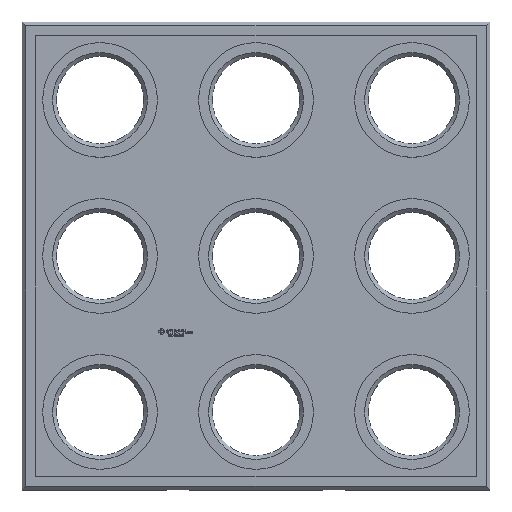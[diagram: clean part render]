
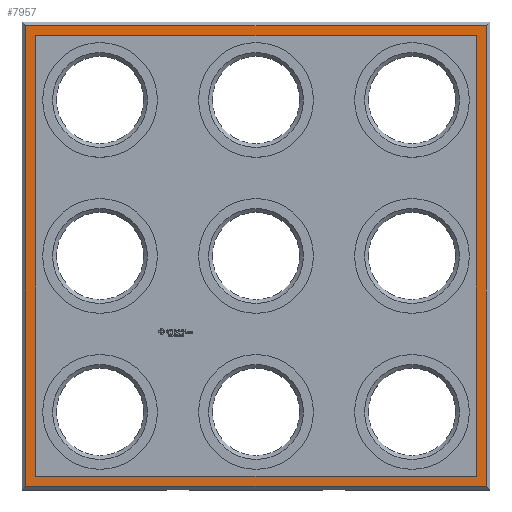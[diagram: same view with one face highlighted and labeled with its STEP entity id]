
A CAD part, top view. The second image highlights one B-rep face of the part: STEP entity #7957.
In plain terms, the highlighted planar face has unit normal (0, 0, 1).
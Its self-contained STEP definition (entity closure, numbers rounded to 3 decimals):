
#100 = PLANE('',#101);
#101 = AXIS2_PLACEMENT_3D('',#102,#103,#104);
#102 = CARTESIAN_POINT('',(-6.25,31.1,2.975));
#103 = DIRECTION('',(0.,0.707,0.707)
  );
#104 = DIRECTION('',(-1.,0.,0.));
#1671 = PLANE('',#1672);
#1672 = AXIS2_PLACEMENT_3D('',#1673,#1674,#1675);
#1673 = CARTESIAN_POINT('',(31.1,31.25,2.975));
#1674 = DIRECTION('',(0.707,0.,0.707)
  );
#1675 = DIRECTION('',(0.,1.,0.));
#1937 = VERTEX_POINT('',#1938);
#1938 = CARTESIAN_POINT('',(-5.95,30.95,3.125));
#1952 = PLANE('',#1953);
#1953 = AXIS2_PLACEMENT_3D('',#1954,#1955,#1956);
#1954 = CARTESIAN_POINT('',(-6.1,-6.25,2.975));
#1955 = DIRECTION('',(-0.707,0.,0.707
    ));
#1956 = DIRECTION('',(0.,-1.,0.));
#1966 = VERTEX_POINT('',#1967);
#1967 = CARTESIAN_POINT('',(30.95,30.95,3.125));
#1988 = EDGE_CURVE('',#1937,#1966,#1989,.T.);
#1989 = SURFACE_CURVE('',#1990,(#1994,#2001),.PCURVE_S1.);
#1990 = LINE('',#1991,#1992);
#1991 = CARTESIAN_POINT('',(-6.25,30.95,3.125));
#1992 = VECTOR('',#1993,1.);
#1993 = DIRECTION('',(1.,0.,0.));
#1994 = PCURVE('',#100,#1995);
#1995 = DEFINITIONAL_REPRESENTATION('',(#1996),#2000);
#1996 = LINE('',#1997,#1998);
#1997 = CARTESIAN_POINT('',(0.,0.212));
#1998 = VECTOR('',#1999,1.);
#1999 = DIRECTION('',(-1.,0.));
#2000 = ( GEOMETRIC_REPRESENTATION_CONTEXT(2) 
PARAMETRIC_REPRESENTATION_CONTEXT() REPRESENTATION_CONTEXT('2D SPACE',''
  ) );
#2001 = PCURVE('',#2002,#2007);
#2002 = PLANE('',#2003);
#2003 = AXIS2_PLACEMENT_3D('',#2004,#2005,#2006);
#2004 = CARTESIAN_POINT('',(12.5,12.5,3.125));
#2005 = DIRECTION('',(0.,0.,1.));
#2006 = DIRECTION('',(1.,0.,0.));
#2007 = DEFINITIONAL_REPRESENTATION('',(#2008),#2012);
#2008 = LINE('',#2009,#2010);
#2009 = CARTESIAN_POINT('',(-18.75,18.45));
#2010 = VECTOR('',#2011,1.);
#2011 = DIRECTION('',(1.,0.));
#2012 = ( GEOMETRIC_REPRESENTATION_CONTEXT(2) 
PARAMETRIC_REPRESENTATION_CONTEXT() REPRESENTATION_CONTEXT('2D SPACE',''
  ) );
#7655 = PLANE('',#7656);
#7656 = AXIS2_PLACEMENT_3D('',#7657,#7658,#7659);
#7657 = CARTESIAN_POINT('',(31.25,-6.1,2.975));
#7658 = DIRECTION('',(0.,-0.707,0.707
    ));
#7659 = DIRECTION('',(-1.,0.,0.));
#7866 = VERTEX_POINT('',#7867);
#7867 = CARTESIAN_POINT('',(30.95,-5.95,3.125));
#7888 = EDGE_CURVE('',#1966,#7866,#7889,.T.);
#7889 = SURFACE_CURVE('',#7890,(#7894,#7901),.PCURVE_S1.);
#7890 = LINE('',#7891,#7892);
#7891 = CARTESIAN_POINT('',(30.95,31.25,3.125));
#7892 = VECTOR('',#7893,1.);
#7893 = DIRECTION('',(0.,-1.,0.));
#7894 = PCURVE('',#1671,#7895);
#7895 = DEFINITIONAL_REPRESENTATION('',(#7896),#7900);
#7896 = LINE('',#7897,#7898);
#7897 = CARTESIAN_POINT('',(0.,0.212));
#7898 = VECTOR('',#7899,1.);
#7899 = DIRECTION('',(-1.,0.));
#7900 = ( GEOMETRIC_REPRESENTATION_CONTEXT(2) 
PARAMETRIC_REPRESENTATION_CONTEXT() REPRESENTATION_CONTEXT('2D SPACE',''
  ) );
#7901 = PCURVE('',#2002,#7902);
#7902 = DEFINITIONAL_REPRESENTATION('',(#7903),#7907);
#7903 = LINE('',#7904,#7905);
#7904 = CARTESIAN_POINT('',(18.45,18.75));
#7905 = VECTOR('',#7906,1.);
#7906 = DIRECTION('',(0.,-1.));
#7907 = ( GEOMETRIC_REPRESENTATION_CONTEXT(2) 
PARAMETRIC_REPRESENTATION_CONTEXT() REPRESENTATION_CONTEXT('2D SPACE',''
  ) );
#7913 = VERTEX_POINT('',#7914);
#7914 = CARTESIAN_POINT('',(-5.95,-5.95,3.125));
#7937 = EDGE_CURVE('',#7913,#1937,#7938,.T.);
#7938 = SURFACE_CURVE('',#7939,(#7943,#7950),.PCURVE_S1.);
#7939 = LINE('',#7940,#7941);
#7940 = CARTESIAN_POINT('',(-5.95,-6.25,3.125));
#7941 = VECTOR('',#7942,1.);
#7942 = DIRECTION('',(0.,1.,0.));
#7943 = PCURVE('',#1952,#7944);
#7944 = DEFINITIONAL_REPRESENTATION('',(#7945),#7949);
#7945 = LINE('',#7946,#7947);
#7946 = CARTESIAN_POINT('',(0.,0.212));
#7947 = VECTOR('',#7948,1.);
#7948 = DIRECTION('',(-1.,0.));
#7949 = ( GEOMETRIC_REPRESENTATION_CONTEXT(2) 
PARAMETRIC_REPRESENTATION_CONTEXT() REPRESENTATION_CONTEXT('2D SPACE',''
  ) );
#7950 = PCURVE('',#2002,#7951);
#7951 = DEFINITIONAL_REPRESENTATION('',(#7952),#7956);
#7952 = LINE('',#7953,#7954);
#7953 = CARTESIAN_POINT('',(-18.45,-18.75));
#7954 = VECTOR('',#7955,1.);
#7955 = DIRECTION('',(0.,1.));
#7956 = ( GEOMETRIC_REPRESENTATION_CONTEXT(2) 
PARAMETRIC_REPRESENTATION_CONTEXT() REPRESENTATION_CONTEXT('2D SPACE',''
  ) );
#7957 = ADVANCED_FACE('',(#7958,#7984),#2002,.T.);
#7958 = FACE_BOUND('',#7959,.T.);
#7959 = EDGE_LOOP('',(#7960,#7981,#7982,#7983));
#7960 = ORIENTED_EDGE('',*,*,#7961,.F.);
#7961 = EDGE_CURVE('',#7866,#7913,#7962,.T.);
#7962 = SURFACE_CURVE('',#7963,(#7967,#7974),.PCURVE_S1.);
#7963 = LINE('',#7964,#7965);
#7964 = CARTESIAN_POINT('',(31.25,-5.95,3.125));
#7965 = VECTOR('',#7966,1.);
#7966 = DIRECTION('',(-1.,0.,0.));
#7967 = PCURVE('',#2002,#7968);
#7968 = DEFINITIONAL_REPRESENTATION('',(#7969),#7973);
#7969 = LINE('',#7970,#7971);
#7970 = CARTESIAN_POINT('',(18.75,-18.45));
#7971 = VECTOR('',#7972,1.);
#7972 = DIRECTION('',(-1.,0.));
#7973 = ( GEOMETRIC_REPRESENTATION_CONTEXT(2) 
PARAMETRIC_REPRESENTATION_CONTEXT() REPRESENTATION_CONTEXT('2D SPACE',''
  ) );
#7974 = PCURVE('',#7655,#7975);
#7975 = DEFINITIONAL_REPRESENTATION('',(#7976),#7980);
#7976 = LINE('',#7977,#7978);
#7977 = CARTESIAN_POINT('',(0.,-0.212));
#7978 = VECTOR('',#7979,1.);
#7979 = DIRECTION('',(1.,0.));
#7980 = ( GEOMETRIC_REPRESENTATION_CONTEXT(2) 
PARAMETRIC_REPRESENTATION_CONTEXT() REPRESENTATION_CONTEXT('2D SPACE',''
  ) );
#7981 = ORIENTED_EDGE('',*,*,#7888,.F.);
#7982 = ORIENTED_EDGE('',*,*,#1988,.F.);
#7983 = ORIENTED_EDGE('',*,*,#7937,.F.);
#7984 = FACE_BOUND('',#7985,.T.);
#7985 = EDGE_LOOP('',(#7986,#8016,#8044,#8072));
#7986 = ORIENTED_EDGE('',*,*,#7987,.T.);
#7987 = EDGE_CURVE('',#7988,#7990,#7992,.T.);
#7988 = VERTEX_POINT('',#7989);
#7989 = CARTESIAN_POINT('',(-5.15,-5.15,3.125));
#7990 = VERTEX_POINT('',#7991);
#7991 = CARTESIAN_POINT('',(-5.15,30.15,3.125));
#7992 = SURFACE_CURVE('',#7993,(#7997,#8004),.PCURVE_S1.);
#7993 = LINE('',#7994,#7995);
#7994 = CARTESIAN_POINT('',(-5.15,-5.15,3.125));
#7995 = VECTOR('',#7996,1.);
#7996 = DIRECTION('',(0.,1.,0.));
#7997 = PCURVE('',#2002,#7998);
#7998 = DEFINITIONAL_REPRESENTATION('',(#7999),#8003);
#7999 = LINE('',#8000,#8001);
#8000 = CARTESIAN_POINT('',(-17.65,-17.65));
#8001 = VECTOR('',#8002,1.);
#8002 = DIRECTION('',(0.,1.));
#8003 = ( GEOMETRIC_REPRESENTATION_CONTEXT(2) 
PARAMETRIC_REPRESENTATION_CONTEXT() REPRESENTATION_CONTEXT('2D SPACE',''
  ) );
#8004 = PCURVE('',#8005,#8010);
#8005 = PLANE('',#8006);
#8006 = AXIS2_PLACEMENT_3D('',#8007,#8008,#8009);
#8007 = CARTESIAN_POINT('',(-5.15,-5.15,3.125));
#8008 = DIRECTION('',(1.,0.,0.));
#8009 = DIRECTION('',(0.,1.,0.));
#8010 = DEFINITIONAL_REPRESENTATION('',(#8011),#8015);
#8011 = LINE('',#8012,#8013);
#8012 = CARTESIAN_POINT('',(0.,0.));
#8013 = VECTOR('',#8014,1.);
#8014 = DIRECTION('',(1.,0.));
#8015 = ( GEOMETRIC_REPRESENTATION_CONTEXT(2) 
PARAMETRIC_REPRESENTATION_CONTEXT() REPRESENTATION_CONTEXT('2D SPACE',''
  ) );
#8016 = ORIENTED_EDGE('',*,*,#8017,.T.);
#8017 = EDGE_CURVE('',#7990,#8018,#8020,.T.);
#8018 = VERTEX_POINT('',#8019);
#8019 = CARTESIAN_POINT('',(30.15,30.15,3.125));
#8020 = SURFACE_CURVE('',#8021,(#8025,#8032),.PCURVE_S1.);
#8021 = LINE('',#8022,#8023);
#8022 = CARTESIAN_POINT('',(-5.15,30.15,3.125));
#8023 = VECTOR('',#8024,1.);
#8024 = DIRECTION('',(1.,0.,0.));
#8025 = PCURVE('',#2002,#8026);
#8026 = DEFINITIONAL_REPRESENTATION('',(#8027),#8031);
#8027 = LINE('',#8028,#8029);
#8028 = CARTESIAN_POINT('',(-17.65,17.65));
#8029 = VECTOR('',#8030,1.);
#8030 = DIRECTION('',(1.,0.));
#8031 = ( GEOMETRIC_REPRESENTATION_CONTEXT(2) 
PARAMETRIC_REPRESENTATION_CONTEXT() REPRESENTATION_CONTEXT('2D SPACE',''
  ) );
#8032 = PCURVE('',#8033,#8038);
#8033 = PLANE('',#8034);
#8034 = AXIS2_PLACEMENT_3D('',#8035,#8036,#8037);
#8035 = CARTESIAN_POINT('',(-5.15,30.15,3.125));
#8036 = DIRECTION('',(0.,-1.,0.));
#8037 = DIRECTION('',(1.,0.,0.));
#8038 = DEFINITIONAL_REPRESENTATION('',(#8039),#8043);
#8039 = LINE('',#8040,#8041);
#8040 = CARTESIAN_POINT('',(0.,0.));
#8041 = VECTOR('',#8042,1.);
#8042 = DIRECTION('',(1.,0.));
#8043 = ( GEOMETRIC_REPRESENTATION_CONTEXT(2) 
PARAMETRIC_REPRESENTATION_CONTEXT() REPRESENTATION_CONTEXT('2D SPACE',''
  ) );
#8044 = ORIENTED_EDGE('',*,*,#8045,.T.);
#8045 = EDGE_CURVE('',#8018,#8046,#8048,.T.);
#8046 = VERTEX_POINT('',#8047);
#8047 = CARTESIAN_POINT('',(30.15,-5.15,3.125));
#8048 = SURFACE_CURVE('',#8049,(#8053,#8060),.PCURVE_S1.);
#8049 = LINE('',#8050,#8051);
#8050 = CARTESIAN_POINT('',(30.15,30.15,3.125));
#8051 = VECTOR('',#8052,1.);
#8052 = DIRECTION('',(0.,-1.,0.));
#8053 = PCURVE('',#2002,#8054);
#8054 = DEFINITIONAL_REPRESENTATION('',(#8055),#8059);
#8055 = LINE('',#8056,#8057);
#8056 = CARTESIAN_POINT('',(17.65,17.65));
#8057 = VECTOR('',#8058,1.);
#8058 = DIRECTION('',(0.,-1.));
#8059 = ( GEOMETRIC_REPRESENTATION_CONTEXT(2) 
PARAMETRIC_REPRESENTATION_CONTEXT() REPRESENTATION_CONTEXT('2D SPACE',''
  ) );
#8060 = PCURVE('',#8061,#8066);
#8061 = PLANE('',#8062);
#8062 = AXIS2_PLACEMENT_3D('',#8063,#8064,#8065);
#8063 = CARTESIAN_POINT('',(30.15,30.15,3.125));
#8064 = DIRECTION('',(-1.,0.,0.));
#8065 = DIRECTION('',(0.,-1.,0.));
#8066 = DEFINITIONAL_REPRESENTATION('',(#8067),#8071);
#8067 = LINE('',#8068,#8069);
#8068 = CARTESIAN_POINT('',(0.,0.));
#8069 = VECTOR('',#8070,1.);
#8070 = DIRECTION('',(1.,0.));
#8071 = ( GEOMETRIC_REPRESENTATION_CONTEXT(2) 
PARAMETRIC_REPRESENTATION_CONTEXT() REPRESENTATION_CONTEXT('2D SPACE',''
  ) );
#8072 = ORIENTED_EDGE('',*,*,#8073,.T.);
#8073 = EDGE_CURVE('',#8046,#7988,#8074,.T.);
#8074 = SURFACE_CURVE('',#8075,(#8079,#8086),.PCURVE_S1.);
#8075 = LINE('',#8076,#8077);
#8076 = CARTESIAN_POINT('',(30.15,-5.15,3.125));
#8077 = VECTOR('',#8078,1.);
#8078 = DIRECTION('',(-1.,0.,0.));
#8079 = PCURVE('',#2002,#8080);
#8080 = DEFINITIONAL_REPRESENTATION('',(#8081),#8085);
#8081 = LINE('',#8082,#8083);
#8082 = CARTESIAN_POINT('',(17.65,-17.65));
#8083 = VECTOR('',#8084,1.);
#8084 = DIRECTION('',(-1.,0.));
#8085 = ( GEOMETRIC_REPRESENTATION_CONTEXT(2) 
PARAMETRIC_REPRESENTATION_CONTEXT() REPRESENTATION_CONTEXT('2D SPACE',''
  ) );
#8086 = PCURVE('',#8087,#8092);
#8087 = PLANE('',#8088);
#8088 = AXIS2_PLACEMENT_3D('',#8089,#8090,#8091);
#8089 = CARTESIAN_POINT('',(30.15,-5.15,3.125));
#8090 = DIRECTION('',(0.,1.,0.));
#8091 = DIRECTION('',(-1.,0.,0.));
#8092 = DEFINITIONAL_REPRESENTATION('',(#8093),#8097);
#8093 = LINE('',#8094,#8095);
#8094 = CARTESIAN_POINT('',(0.,0.));
#8095 = VECTOR('',#8096,1.);
#8096 = DIRECTION('',(1.,0.));
#8097 = ( GEOMETRIC_REPRESENTATION_CONTEXT(2) 
PARAMETRIC_REPRESENTATION_CONTEXT() REPRESENTATION_CONTEXT('2D SPACE',''
  ) );
